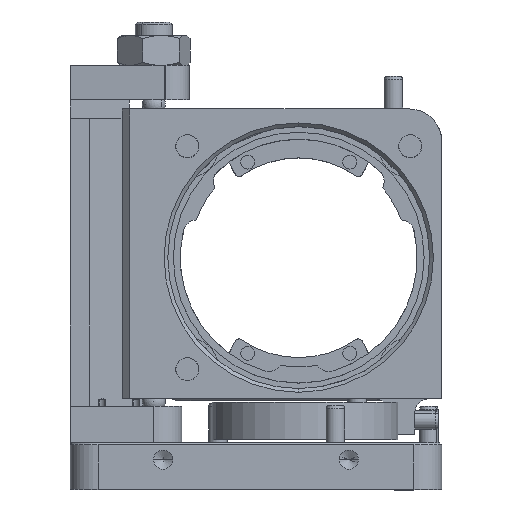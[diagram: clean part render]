
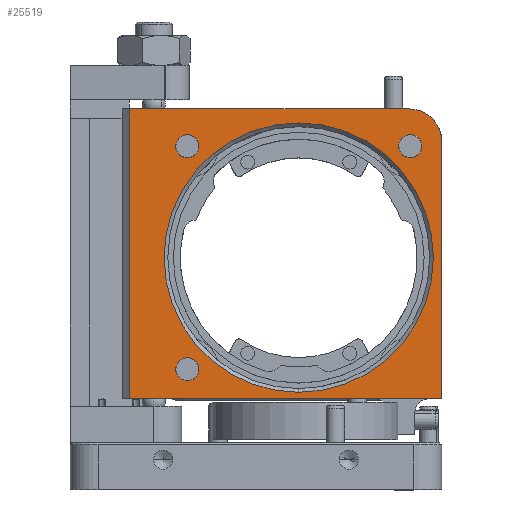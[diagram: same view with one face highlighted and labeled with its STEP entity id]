
A CAD part, top view. The second image highlights one B-rep face of the part: STEP entity #25519.
In plain terms, the highlighted planar face has unit normal (0, 0, 1).
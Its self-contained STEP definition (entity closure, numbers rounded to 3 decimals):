
#90 = VERTEX_POINT ( 'NONE', #30811 ) ;
#91 = VERTEX_POINT ( 'NONE', #30813 ) ;
#110 = VERTEX_POINT ( 'NONE', #30849 ) ;
#113 = VERTEX_POINT ( 'NONE', #30854 ) ;
#114 = VERTEX_POINT ( 'NONE', #30856 ) ;
#117 = VERTEX_POINT ( 'NONE', #30862 ) ;
#119 = VERTEX_POINT ( 'NONE', #30865 ) ;
#121 = VERTEX_POINT ( 'NONE', #27067 ) ;
#124 = VERTEX_POINT ( 'NONE', #23600 ) ;
#127 = VERTEX_POINT ( 'NONE', #23603 ) ;
#133 = VERTEX_POINT ( 'NONE', #23609 ) ;
#148 = VERTEX_POINT ( 'NONE', #23624 ) ;
#159 = VERTEX_POINT ( 'NONE', #23635 ) ;
#1357 = ORIENTED_EDGE ( 'NONE', *, *, #19673, .T. ) ;
#1358 = ORIENTED_EDGE ( 'NONE', *, *, #19639, .F. ) ;
#1359 = ORIENTED_EDGE ( 'NONE', *, *, #19629, .F. ) ;
#1360 = ORIENTED_EDGE ( 'NONE', *, *, #19674, .T. ) ;
#1361 = ORIENTED_EDGE ( 'NONE', *, *, #19671, .F. ) ;
#1362 = ORIENTED_EDGE ( 'NONE', *, *, #4108, .T. ) ;
#1363 = ORIENTED_EDGE ( 'NONE', *, *, #19675, .T. ) ;
#1364 = ORIENTED_EDGE ( 'NONE', *, *, #19595, .F. ) ;
#1365 = ORIENTED_EDGE ( 'NONE', *, *, #19611, .F. ) ;
#1366 = ORIENTED_EDGE ( 'NONE', *, *, #19603, .F. ) ;
#1367 = ORIENTED_EDGE ( 'NONE', *, *, #19607, .F. ) ;
#1368 = ORIENTED_EDGE ( 'NONE', *, *, #19599, .F. ) ;
#1369 = ORIENTED_EDGE ( 'NONE', *, *, #19609, .F. ) ;
#2310 = CIRCLE ( 'NONE', #2314, 14.5 ) ;
#2314 = AXIS2_PLACEMENT_3D ( 'NONE', #14625, #14626, #14627 ) ;
#4108 = EDGE_CURVE ( 'NONE', #90, #91, #2310, .T. ) ;
#11997 = CARTESIAN_POINT ( 'NONE',  ( 16.6, 32., -8.5 ) ) ;
#11998 = DIRECTION ( 'NONE',  ( 0., 0., 1. ) ) ;
#11999 = DIRECTION ( 'NONE',  ( 0., 1., 0. ) ) ;
#12009 = CARTESIAN_POINT ( 'NONE',  ( -7.4, 32., -8.5 ) ) ;
#12010 = DIRECTION ( 'NONE',  ( 0., 0., 1. ) ) ;
#12011 = DIRECTION ( 'NONE',  ( 0., 1., 0. ) ) ;
#12021 = CARTESIAN_POINT ( 'NONE',  ( -7.4, 8., -8.5 ) ) ;
#12022 = DIRECTION ( 'NONE',  ( 0., 0., 1. ) ) ;
#12023 = DIRECTION ( 'NONE',  ( 0., 1., 0. ) ) ;
#12029 = CARTESIAN_POINT ( 'NONE',  ( -7.4, 8., -8.5 ) ) ;
#12030 = DIRECTION ( 'NONE',  ( 0., 0., 1. ) ) ;
#12031 = DIRECTION ( 'NONE',  ( 0., 1., 0. ) ) ;
#12035 = CARTESIAN_POINT ( 'NONE',  ( -7.4, 32., -8.5 ) ) ;
#12036 = DIRECTION ( 'NONE',  ( 0., 0., 1. ) ) ;
#12037 = DIRECTION ( 'NONE',  ( 0., 1., 0. ) ) ;
#12041 = CARTESIAN_POINT ( 'NONE',  ( 16.6, 32., -8.5 ) ) ;
#12042 = DIRECTION ( 'NONE',  ( 0., 0., 1. ) ) ;
#12043 = DIRECTION ( 'NONE',  ( 0., 1., 0. ) ) ;
#12089 = LINE ( 'NONE', #12098, #31074 ) ;
#12098 = CARTESIAN_POINT ( 'NONE',  ( 20., 36., -8.5 ) ) ;
#12099 = DIRECTION ( 'NONE',  ( 0., -1., 0. ) ) ;
#12133 = LINE ( 'NONE', #12134, #31099 ) ;
#12134 = CARTESIAN_POINT ( 'NONE',  ( 17.1, 4.8, -8.5 ) ) ;
#12135 = DIRECTION ( 'NONE',  ( -1., 0., 0. ) ) ;
#12228 = LINE ( 'NONE', #12229, #31191 ) ;
#12229 = CARTESIAN_POINT ( 'NONE',  ( 20., 36., -8.5 ) ) ;
#12230 = DIRECTION ( 'NONE',  ( 1., 0., 0. ) ) ;
#12234 = LINE ( 'NONE', #12235, #31195 ) ;
#12235 = CARTESIAN_POINT ( 'NONE',  ( -13.6, 4.8, -8.5 ) ) ;
#12236 = DIRECTION ( 'NONE',  ( 0., -1., 0. ) ) ;
#12237 = CARTESIAN_POINT ( 'NONE',  ( 16.5, 32.5, -8.5 ) ) ;
#12238 = DIRECTION ( 'NONE',  ( 0., 0., 1. ) ) ;
#12239 = DIRECTION ( 'NONE',  ( 0., 1., 0. ) ) ;
#12240 = CARTESIAN_POINT ( 'NONE',  ( 4.6, 20., -8.5 ) ) ;
#12241 = DIRECTION ( 'NONE',  ( 0., 0., -1. ) ) ;
#12242 = DIRECTION ( 'NONE',  ( 0., 1., 0. ) ) ;
#14625 = CARTESIAN_POINT ( 'NONE',  ( 4.6, 20., -8.5 ) ) ;
#14626 = DIRECTION ( 'NONE',  ( 0., 0., -1. ) ) ;
#14627 = DIRECTION ( 'NONE',  ( 0., 1., 0. ) ) ;
#16135 = PLANE ( 'NONE',  #16626 ) ;
#16145 = FACE_BOUND ( 'NONE', #30650, .T. ) ;
#16146 = FACE_OUTER_BOUND ( 'NONE', #30652, .T. ) ;
#16148 = FACE_BOUND ( 'NONE', #30654, .T. ) ;
#16149 = CARTESIAN_POINT ( 'NONE',  ( 20., 4.8, -8.5 ) ) ;
#16150 = FACE_BOUND ( 'NONE', #30653, .T. ) ;
#16152 = FACE_BOUND ( 'NONE', #30656, .T. ) ;
#16153 = DIRECTION ( 'NONE',  ( 0., 0., 1. ) ) ;
#16154 = DIRECTION ( 'NONE',  ( 0., 1., 0. ) ) ;
#16626 = AXIS2_PLACEMENT_3D ( 'NONE', #16149, #16153, #16154 ) ;
#19595 = EDGE_CURVE ( 'NONE', #117, #113, #30968, .T. ) ;
#19599 = EDGE_CURVE ( 'NONE', #121, #114, #30976, .T. ) ;
#19603 = EDGE_CURVE ( 'NONE', #124, #119, #30988, .T. ) ;
#19607 = EDGE_CURVE ( 'NONE', #119, #124, #31000, .T. ) ;
#19609 = EDGE_CURVE ( 'NONE', #114, #121, #31015, .T. ) ;
#19611 = EDGE_CURVE ( 'NONE', #113, #117, #31023, .T. ) ;
#19629 = EDGE_CURVE ( 'NONE', #110, #133, #12089, .T. ) ;
#19639 = EDGE_CURVE ( 'NONE', #133, #127, #12133, .T. ) ;
#19671 = EDGE_CURVE ( 'NONE', #148, #159, #12228, .T. ) ;
#19673 = EDGE_CURVE ( 'NONE', #148, #127, #12234, .T. ) ;
#19674 = EDGE_CURVE ( 'NONE', #110, #159, #31165, .T. ) ;
#19675 = EDGE_CURVE ( 'NONE', #91, #90, #31199, .T. ) ;
#23600 = CARTESIAN_POINT ( 'NONE',  ( -7.4, 6.75, -8.5 ) ) ;
#23603 = CARTESIAN_POINT ( 'NONE',  ( -13.6, 4.8, -8.5 ) ) ;
#23609 = CARTESIAN_POINT ( 'NONE',  ( 20., 4.8, -8.5 ) ) ;
#23624 = CARTESIAN_POINT ( 'NONE',  ( -13.6, 36., -8.5 ) ) ;
#23635 = CARTESIAN_POINT ( 'NONE',  ( 16.5, 36., -8.5 ) ) ;
#25519 = ADVANCED_FACE ( 'NONE', ( #16146, #16148, #16150, #16152, #16145 ), #16135, .T. ) ;
#27067 = CARTESIAN_POINT ( 'NONE',  ( -7.4, 30.75, -8.5 ) ) ;
#30650 = EDGE_LOOP ( 'NONE', ( #1368, #1369 ) ) ;
#30652 = EDGE_LOOP ( 'NONE', ( #1357, #1358, #1359, #1360, #1361 ) ) ;
#30653 = EDGE_LOOP ( 'NONE', ( #1364, #1365 ) ) ;
#30654 = EDGE_LOOP ( 'NONE', ( #1362, #1363 ) ) ;
#30656 = EDGE_LOOP ( 'NONE', ( #1366, #1367 ) ) ;
#30811 = CARTESIAN_POINT ( 'NONE',  ( 4.6, 34.5, -8.5 ) ) ;
#30813 = CARTESIAN_POINT ( 'NONE',  ( 4.6, 5.5, -8.5 ) ) ;
#30849 = CARTESIAN_POINT ( 'NONE',  ( 20., 32.5, -8.5 ) ) ;
#30854 = CARTESIAN_POINT ( 'NONE',  ( 16.6, 33.25, -8.5 ) ) ;
#30856 = CARTESIAN_POINT ( 'NONE',  ( -7.4, 33.25, -8.5 ) ) ;
#30862 = CARTESIAN_POINT ( 'NONE',  ( 16.6, 30.75, -8.5 ) ) ;
#30865 = CARTESIAN_POINT ( 'NONE',  ( -7.4, 9.25, -8.5 ) ) ;
#30968 = CIRCLE ( 'NONE', #30978, 1.25 ) ;
#30976 = CIRCLE ( 'NONE', #30989, 1.25 ) ;
#30978 = AXIS2_PLACEMENT_3D ( 'NONE', #11997, #11998, #11999 ) ;
#30988 = CIRCLE ( 'NONE', #31001, 1.25 ) ;
#30989 = AXIS2_PLACEMENT_3D ( 'NONE', #12009, #12010, #12011 ) ;
#31000 = CIRCLE ( 'NONE', #31013, 1.25 ) ;
#31001 = AXIS2_PLACEMENT_3D ( 'NONE', #12021, #12022, #12023 ) ;
#31013 = AXIS2_PLACEMENT_3D ( 'NONE', #12029, #12030, #12031 ) ;
#31015 = CIRCLE ( 'NONE', #31021, 1.25 ) ;
#31021 = AXIS2_PLACEMENT_3D ( 'NONE', #12035, #12036, #12037 ) ;
#31023 = CIRCLE ( 'NONE', #31028, 1.25 ) ;
#31028 = AXIS2_PLACEMENT_3D ( 'NONE', #12041, #12042, #12043 ) ;
#31074 = VECTOR ( 'NONE', #12099, 1000. ) ;
#31099 = VECTOR ( 'NONE', #12135, 1000. ) ;
#31165 = CIRCLE ( 'NONE', #31201, 3.5 ) ;
#31191 = VECTOR ( 'NONE', #12230, 1000. ) ;
#31195 = VECTOR ( 'NONE', #12236, 1000. ) ;
#31199 = CIRCLE ( 'NONE', #31206, 14.5 ) ;
#31201 = AXIS2_PLACEMENT_3D ( 'NONE', #12237, #12238, #12239 ) ;
#31206 = AXIS2_PLACEMENT_3D ( 'NONE', #12240, #12241, #12242 ) ;
